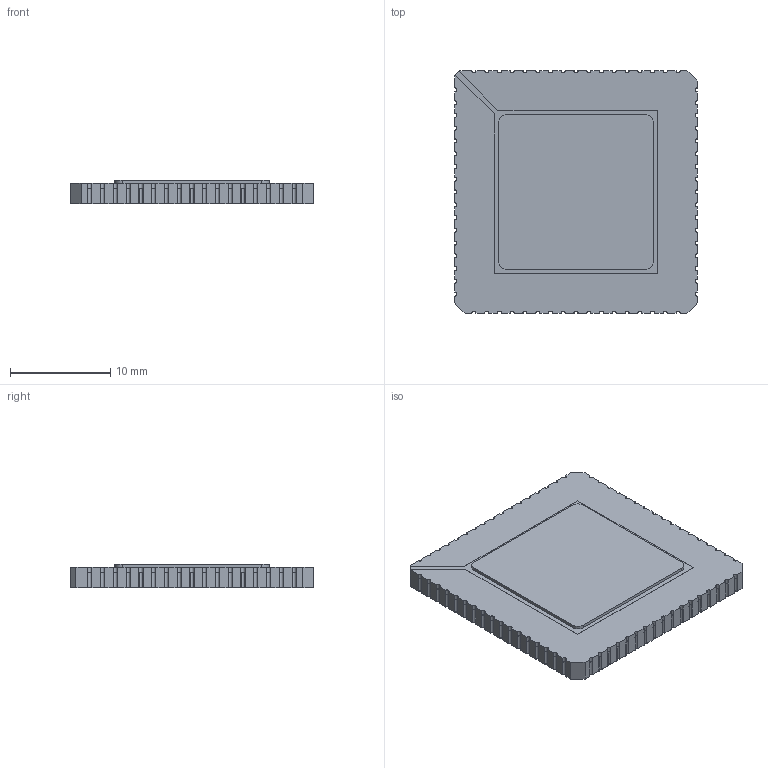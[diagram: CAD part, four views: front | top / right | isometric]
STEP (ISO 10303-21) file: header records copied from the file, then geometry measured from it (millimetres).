
FILE_DESCRIPTION((''),'2;1');
FILE_NAME('FD0068A_ASM','2021-09-24T11:27:51',('a0412086'),(''),'CREO PARAMETRIC BY PTC INC, 2018500','CREO PARAMETRIC BY PTC INC, 2018500','');
FILE_SCHEMA(('CONFIG_CONTROL_DESIGN','SHAPE_APPEARANCE_LAYERS_GROUPS'));
Length unit declared in the file: millimetre
Products named in the file (5): GOLD_PADS; CERAMIC_BODY; GOLD_SEAL_RING; GOLD_LID; FD0068A_ASM
Assembly tree (4 placements, depth 2):
  FD0068A_ASM
    GOLD_PADS
    CERAMIC_BODY
    GOLD_SEAL_RING
    GOLD_LID
Bounding box: 24.13 x 24.13 x 2.35 mm (x, y, z)
Volume: 1244.9 mm3; surface area: 2637.1 mm2
Topology: 71 solids, 71 shells, 845 faces, 2109 edges, 1406 vertices
Faces by surface type: plane 637, cylinder 208
Entity records: 31887 total; most frequent: CARTESIAN_POINT 4369, DIRECTION 4233, ORIENTED_EDGE 4218, PRESENTATION_STYLE_ASSIGNMENT 2180, STYLED_ITEM 2180, CURVE_STYLE 2109, EDGE_CURVE 2109, VECTOR 1693
